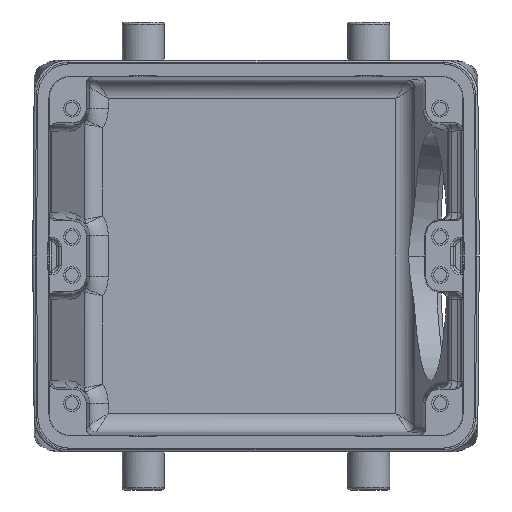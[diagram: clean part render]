
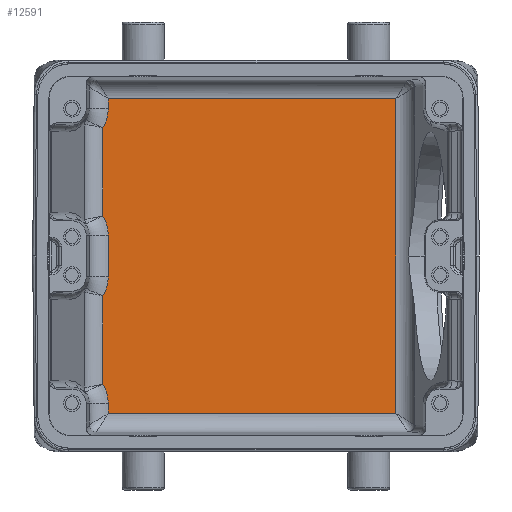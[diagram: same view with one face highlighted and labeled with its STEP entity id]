
A CAD part, front view. The second image highlights one B-rep face of the part: STEP entity #12591.
In plain terms, the highlighted planar face has unit normal (0, -1, 0).
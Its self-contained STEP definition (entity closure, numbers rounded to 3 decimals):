
#1300=CARTESIAN_POINT('',(29.448,40.,-33.104));
#1302=DIRECTION('',(0.,0.,1.));
#1303=VECTOR('',#1302,66.208);
#1304=CARTESIAN_POINT('',(29.448,40.,-33.104));
#1305=LINE('',#1304,#1303);
#2739=DIRECTION('',(0.,0.,-1.));
#2740=VECTOR('',#2739,8.8);
#2741=CARTESIAN_POINT('',(-31.104,40.,4.4));
#2742=LINE('',#2741,#2740);
#3168=CARTESIAN_POINT('',(-31.104,40.,-33.104));
#3170=DIRECTION('',(1.,0.,0.));
#3171=VECTOR('',#3170,60.552);
#3172=CARTESIAN_POINT('',(-31.104,40.,-33.104));
#3173=LINE('',#3172,#3171);
#3205=DIRECTION('',(0.,0.,-1.));
#3206=VECTOR('',#3205,2.104);
#3207=CARTESIAN_POINT('',(-31.104,40.,-31.));
#3208=LINE('',#3207,#3206);
#3276=DIRECTION('',(0.,0.,-1.));
#3277=VECTOR('',#3276,18.63);
#3278=CARTESIAN_POINT('',(-32.225,40.,-8.385));
#3279=LINE('',#3278,#3277);
#3280=CARTESIAN_POINT('',(-38.75,40.,-31.));
#3281=DIRECTION('',(0.,-1.,0.));
#3282=DIRECTION('',(1.,0.,0.));
#3283=AXIS2_PLACEMENT_3D('',#3280,#3281,#3282);
#3285=CARTESIAN_POINT('',(-38.75,40.,-4.4));
#3286=DIRECTION('',(0.,-1.,0.));
#3287=DIRECTION('',(0.853,0.,-0.521));
#3288=AXIS2_PLACEMENT_3D('',#3285,#3286,#3287);
#3290=CARTESIAN_POINT('',(-38.75,40.,4.4));
#3291=DIRECTION('',(0.,-1.,0.));
#3292=DIRECTION('',(1.,0.,0.));
#3293=AXIS2_PLACEMENT_3D('',#3290,#3291,#3292);
#3295=CARTESIAN_POINT('',(-38.75,40.,31.));
#3296=DIRECTION('',(0.,-1.,0.));
#3297=DIRECTION('',(0.853,0.,-0.521));
#3298=AXIS2_PLACEMENT_3D('',#3295,#3296,#3297);
#3315=DIRECTION('',(-1.,0.,0.));
#3316=VECTOR('',#3315,60.552);
#3317=CARTESIAN_POINT('',(29.448,40.,33.104));
#3318=LINE('',#3317,#3316);
#3365=DIRECTION('',(0.,0.,-1.));
#3366=VECTOR('',#3365,2.104);
#3367=CARTESIAN_POINT('',(-31.104,40.,33.104));
#3368=LINE('',#3367,#3366);
#3402=CARTESIAN_POINT('',(-32.225,40.,27.015));
#3516=CARTESIAN_POINT('',(-32.225,40.,8.385));
#3540=DIRECTION('',(0.,0.,-1.));
#3541=VECTOR('',#3540,18.63);
#3542=CARTESIAN_POINT('',(-32.225,40.,27.015));
#3543=LINE('',#3542,#3541);
#7379=VERTEX_POINT('',#1300);
#7380=CARTESIAN_POINT('',(29.448,40.,33.104));
#7381=VERTEX_POINT('',#7380);
#7387=VERTEX_POINT('',#3168);
#7539=VERTEX_POINT('',#3402);
#7540=CARTESIAN_POINT('',(-31.104,40.,31.));
#7541=VERTEX_POINT('',#7540);
#7542=VERTEX_POINT('',#3516);
#7544=CARTESIAN_POINT('',(-31.104,40.,4.4));
#7545=VERTEX_POINT('',#7544);
#7546=CARTESIAN_POINT('',(-31.104,40.,33.104));
#7547=VERTEX_POINT('',#7546);
#7548=CARTESIAN_POINT('',(-31.104,40.,-31.));
#7549=VERTEX_POINT('',#7548);
#7550=CARTESIAN_POINT('',(-32.225,40.,-27.015));
#7551=VERTEX_POINT('',#7550);
#7552=CARTESIAN_POINT('',(-32.225,40.,-8.385));
#7553=VERTEX_POINT('',#7552);
#7554=CARTESIAN_POINT('',(-31.104,40.,-4.4));
#7555=VERTEX_POINT('',#7554);
#12567=CARTESIAN_POINT('',(32.925,40.,-37.75));
#12568=DIRECTION('',(0.,1.,0.));
#12569=DIRECTION('',(-1.,0.,0.));
#12570=AXIS2_PLACEMENT_3D('',#12567,#12568,#12569);
#12571=PLANE('',#12570);
#12573=ORIENTED_EDGE('',*,*,#12572,.F.);
#12574=ORIENTED_EDGE('',*,*,#9834,.F.);
#12575=ORIENTED_EDGE('',*,*,#12325,.F.);
#12576=ORIENTED_EDGE('',*,*,#12448,.F.);
#12577=ORIENTED_EDGE('',*,*,#12464,.T.);
#12578=ORIENTED_EDGE('',*,*,#12562,.F.);
#12579=ORIENTED_EDGE('',*,*,#11632,.T.);
#12580=ORIENTED_EDGE('',*,*,#11615,.F.);
#12582=ORIENTED_EDGE('',*,*,#12581,.T.);
#12584=ORIENTED_EDGE('',*,*,#12583,.F.);
#12586=ORIENTED_EDGE('',*,*,#12585,.T.);
#12588=ORIENTED_EDGE('',*,*,#12587,.F.);
#12589=EDGE_LOOP('',(#12573,#12574,#12575,#12576,#12577,#12578,#12579,#12580,
#12582,#12584,#12586,#12588));
#12590=FACE_OUTER_BOUND('',#12589,.F.);
#12591=ADVANCED_FACE('',(#12590),#12571,.F.);
#3284=CIRCLE('',#3283,7.646);
#3289=CIRCLE('',#3288,7.646);
#3294=CIRCLE('',#3293,7.646);
#3299=CIRCLE('',#3298,7.646);
#9834=EDGE_CURVE('',#7379,#7381,#1305,.T.);
#11615=EDGE_CURVE('',#7545,#7555,#2742,.T.);
#11632=EDGE_CURVE('',#7553,#7555,#3289,.T.);
#12325=EDGE_CURVE('',#7387,#7379,#3173,.T.);
#12448=EDGE_CURVE('',#7549,#7387,#3208,.T.);
#12464=EDGE_CURVE('',#7549,#7551,#3284,.T.);
#12562=EDGE_CURVE('',#7553,#7551,#3279,.T.);
#12572=EDGE_CURVE('',#7381,#7547,#3318,.T.);
#12581=EDGE_CURVE('',#7545,#7542,#3294,.T.);
#12583=EDGE_CURVE('',#7539,#7542,#3543,.T.);
#12585=EDGE_CURVE('',#7539,#7541,#3299,.T.);
#12587=EDGE_CURVE('',#7547,#7541,#3368,.T.);
